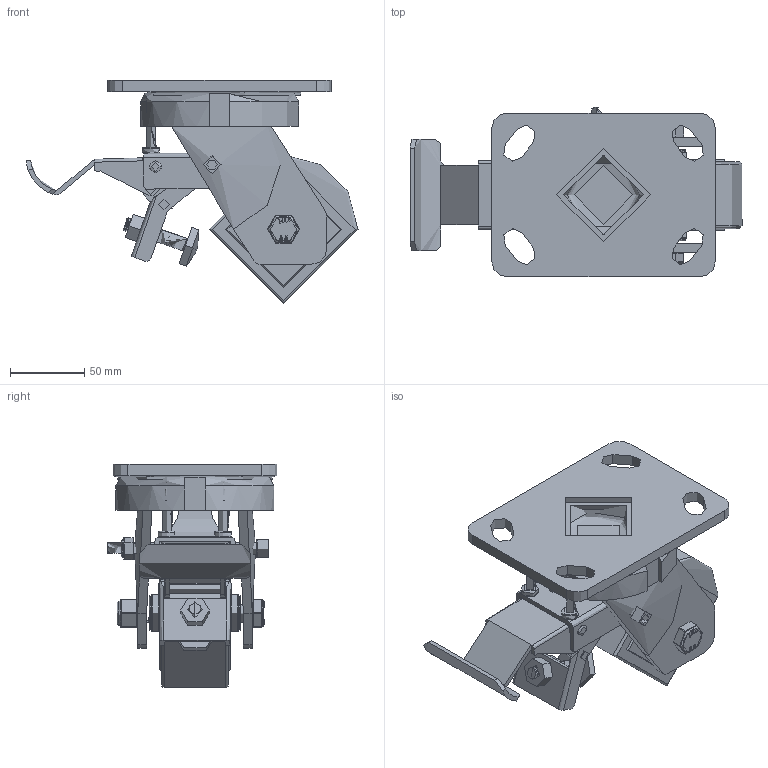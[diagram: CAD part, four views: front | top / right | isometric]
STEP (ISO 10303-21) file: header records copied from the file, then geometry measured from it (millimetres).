
FILE_DESCRIPTION(/* description */ (''),/* implementation_level */ '2;1');
FILE_NAME(/* name */ 'BZK100NYBJSWB45HD.step',/* time_stamp */ '2024-05-08T10:36:37+01:00',/* author */ (''),/* organization */ (''),/* preprocessor_version */ 'ST-DEVELOPER v20',/* originating_system */ 'Autodesk Translation Framework v12.20.1.177',/* authorisation */ '');
FILE_SCHEMA (('AUTOMOTIVE_DESIGN { 1 0 10303 214 3 1 1 }'));
Products named in the file (42): BZK100NYBJSWB/45/HD; BZK100ASSWB v1; FABRICATED STEEL TOP PLATE; FABRICATED STEEL FORKS; FABRICATED STEEL BRAKE; BOLT; BRAKE PART 1; BRAKE PEDAL; BRAKE PART 2; BOLTS; BRAKE PART 3; BRAKE BOLT; NUT2; PINS; SPRING; NUT; BZH100WNYBJM20HD v1; HEAVY DUTY NYLON WHEEL; BEARING6204ZZ; BALL BEARINGS; BEARING6204ZZ (1); BALL BEARINGS (1); Component3; INNER; OUTER; MIDDLE; METAL; BEARING SPACER; TH20X5X12 - 2 v1; ZINC PLATED, HEADED SPACER; TH20X5X12 - 2 v1 (1); ZINC PLATED, HEADED SPACER (1); WM12X24X1.6Z v1; ZINC PLATED WASHER; WM12X24X1.6Z v1 (1); ZINC PLATED WASHER (1); HEXBOLTM12X90Z8.8 v2; GRADE 8.8 ZINC PLATED BOLT; NYLOCM12Z14MM v1; NYLOC NUT ...
Assembly tree (61 placements, depth 5):
  BZK100NYBJSWB/45/HD
    BZK100ASSWB v1
      FABRICATED STEEL TOP PLATE
      FABRICATED STEEL FORKS
      FABRICATED STEEL BRAKE
        BOLT
        BRAKE PART 1
        BRAKE PEDAL
        BRAKE PART 2
        BOLTS
        BRAKE PART 3
        BRAKE BOLT
        NUT  x2
        NUT2
        PINS
        SPRING
    BZH100WNYBJM20HD v1
      HEAVY DUTY NYLON WHEEL
      BEARING6204ZZ
        INNER
        OUTER
        BALL BEARINGS
          Component3  x8
        MIDDLE
        METAL
      BEARING6204ZZ (1)
        BALL BEARINGS (1)
          Component3  x8
        INNER
        OUTER
        MIDDLE
        METAL
      BEARING SPACER
    TH20X5X12 - 2 v1
      ZINC PLATED, HEADED SPACER
    TH20X5X12 - 2 v1 (1)
      ZINC PLATED, HEADED SPACER (1)
    WM12X24X1.6Z v1
      ZINC PLATED WASHER
    WM12X24X1.6Z v1 (1)
      ZINC PLATED WASHER (1)
    HEXBOLTM12X90Z8.8 v2
      GRADE 8.8 ZINC PLATED BOLT
    NYLOCM12Z14MM v1
      NYLOC NUT
        NUT (1)
        RUBBER
Bounding box: 223 x 114.01 x 150 mm (x, y, z)
Volume: 760441.2 mm3; surface area: 233869 mm2
Topology: 53 solids, 53 shells, 921 faces, 2217 edges, 1462 vertices
Faces by surface type: plane 396, cylinder 349, sphere 66, torus 49, bspline 49, cone 12
Full cylindrical faces by diameter (mm): 6 x35, 6.2 x2, 7 x4, 8 x44, 9.836 x16, 10 x3, 11.5 x2, 11.834 x16, 12 x5, 12.5 x2, 13 x2, 13.5 x2, 14 x2, 17.75 x1, 18.5 x1, 19.75 x2, 20 x3, 24 x3, 25 x2, 27 x2, 28.5 x8, 29.5 x4, 30.5 x4, 40.5 x8, 41.5 x4, 42 x11, 47 x4, 63 x2, 65 x1, 100 x1
Entity records: 67115 total; most frequent: CARTESIAN_POINT 47876, DIRECTION 3798, ORIENTED_EDGE 3678, EDGE_CURVE 1839, AXIS2_PLACEMENT_3D 1497, VERTEX_POINT 1218, EDGE_LOOP 957, LINE 804
